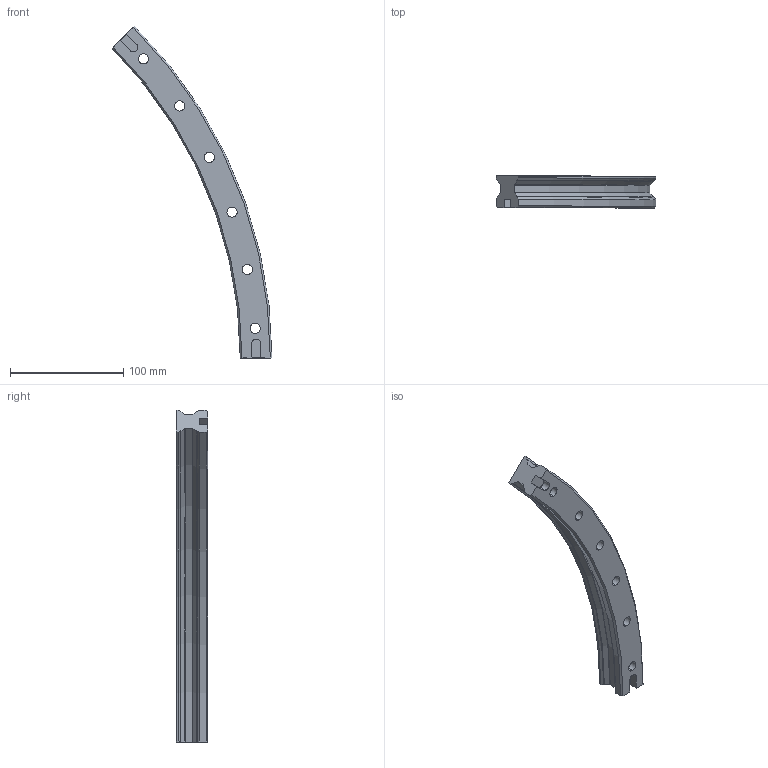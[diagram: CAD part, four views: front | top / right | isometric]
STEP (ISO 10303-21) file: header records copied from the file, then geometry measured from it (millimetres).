
FILE_DESCRIPTION (( 'STEP AP214' ), '1' );
FILE_NAME ('RCW-03-045-400-A3.STEP', '2022-12-07T16:08:05', ( '' ), ( '' ), 'SwSTEP 2.0', 'SolidWorks 2020', '' );
FILE_SCHEMA (( 'AUTOMOTIVE_DESIGN' ));
Length unit declared in the file: millimetre
Products named in the file (1): RCW-03-045-400-A3
Bounding box: 141.06 x 28 x 292.74 mm (x, y, z)
Volume: 184107.3 mm3; surface area: 43953.6 mm2
Topology: 1 solids, 1 shells, 69 faces, 183 edges, 122 vertices
Faces by surface type: cylinder 33, plane 16, cone 12, torus 8
Entity records: 2253 total; most frequent: DIRECTION 421, CARTESIAN_POINT 375, ORIENTED_EDGE 366, EDGE_CURVE 183, AXIS2_PLACEMENT_3D 168, VERTEX_POINT 122, CIRCLE 98, EDGE_LOOP 87
